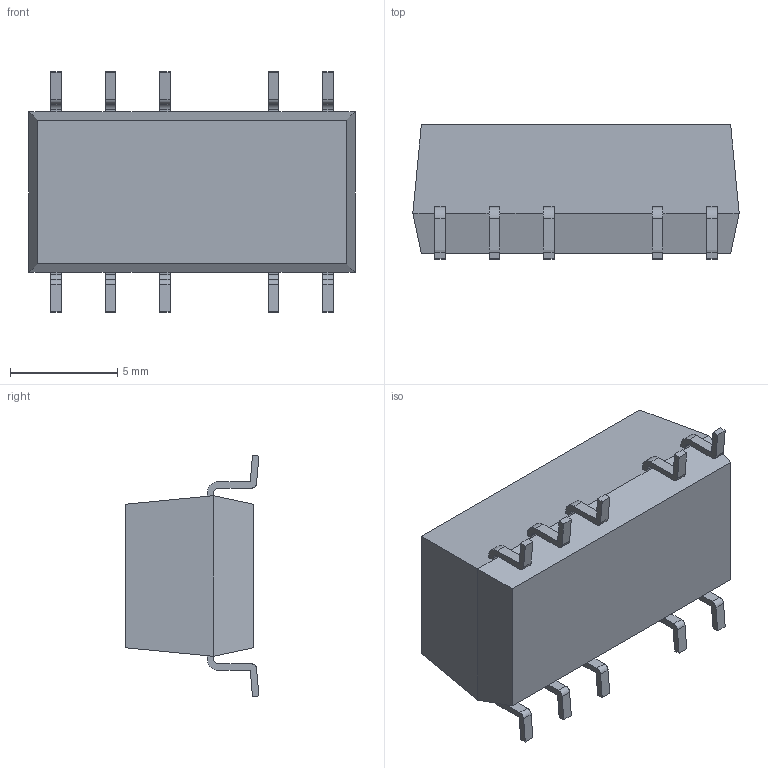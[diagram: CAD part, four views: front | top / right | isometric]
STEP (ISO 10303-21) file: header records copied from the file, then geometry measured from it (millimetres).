
FILE_DESCRIPTION((''),'2;1');
FILE_NAME('2820','2013-07-25T',('carefree'),(''),'PRO/ENGINEER BY PARAMETRIC TECHNOLOGY CORPORATION, 2005030','PRO/ENGINEER BY PARAMETRIC TECHNOLOGY CORPORATION, 2005030','');
FILE_SCHEMA(('CONFIG_CONTROL_DESIGN'));
Length unit declared in the file: millimetre
Products named in the file (1): 2820
Bounding box: 15.24 x 6.25 x 11.25 mm (x, y, z)
Volume: 638 mm3; surface area: 518.2 mm2
Topology: 1 solids, 1 shells, 130 faces, 360 edges, 232 vertices
Faces by surface type: plane 100, cylinder 30
Entity records: 4130 total; most frequent: CARTESIAN_POINT 722, ORIENTED_EDGE 720, DIRECTION 680, EDGE_CURVE 360, VECTOR 300, LINE 300, VERTEX_POINT 232, AXIS2_PLACEMENT_3D 190
